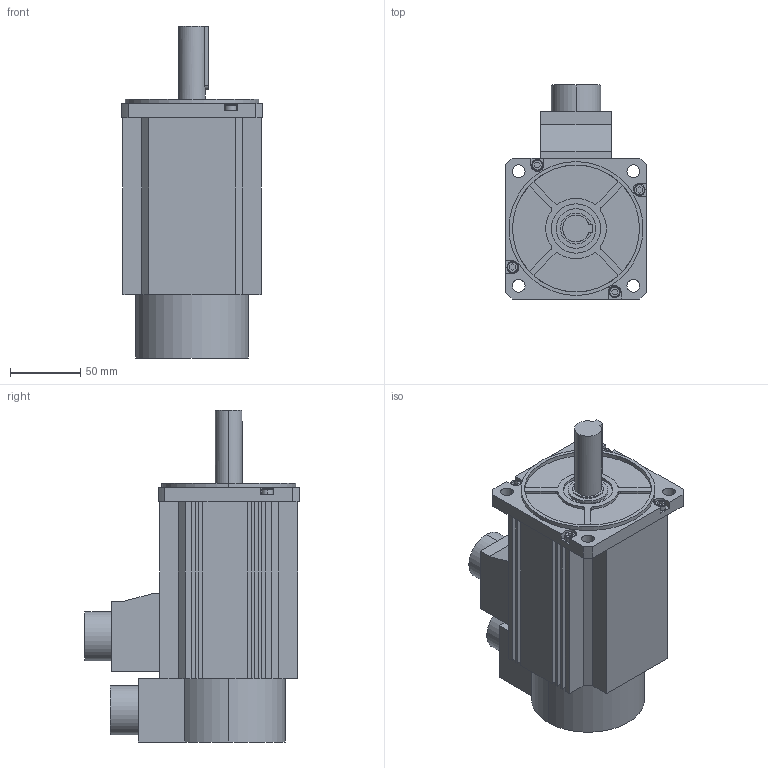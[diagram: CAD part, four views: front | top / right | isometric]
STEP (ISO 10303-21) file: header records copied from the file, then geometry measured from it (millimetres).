
FILE_DESCRIPTION (( 'STEP AP214' ), '1' );
FILE_NAME ('HPM100-03-200-01 Rev 1.STEP', '2017-03-27T05:02:47', ( 'SUNKPOLP17' ), ( '' ), 'SwSTEP 2.0', 'SolidWorks 2015', '' );
FILE_SCHEMA (( 'AUTOMOTIVE_DESIGN' ));
Length unit declared in the file: millimetre
Products named in the file (1): HPM100-03-200-01 Rev 1
Bounding box: 100 x 151.98 x 235.5 mm (x, y, z)
Volume: 1532395 mm3; surface area: 125883.4 mm2
Topology: 2 solids, 2 shells, 241 faces, 620 edges, 410 vertices
Faces by surface type: plane 145, cylinder 80, bspline 8, cone 8
Entity records: 10391 total; most frequent: CARTESIAN_POINT 2800, ORIENTED_EDGE 1240, DIRECTION 1229, EDGE_CURVE 620, LINE 443, VECTOR 443, VERTEX_POINT 410, AXIS2_PLACEMENT_3D 393
